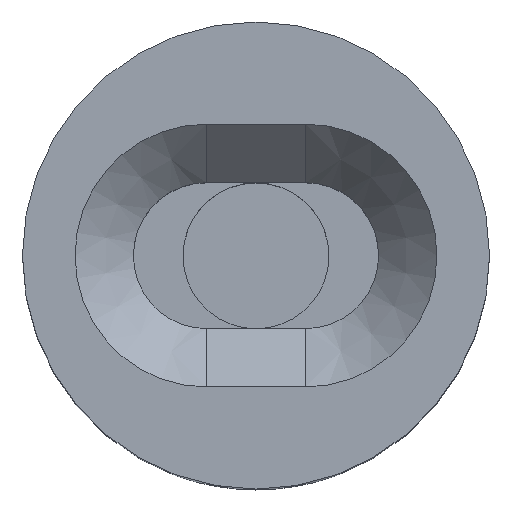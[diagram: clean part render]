
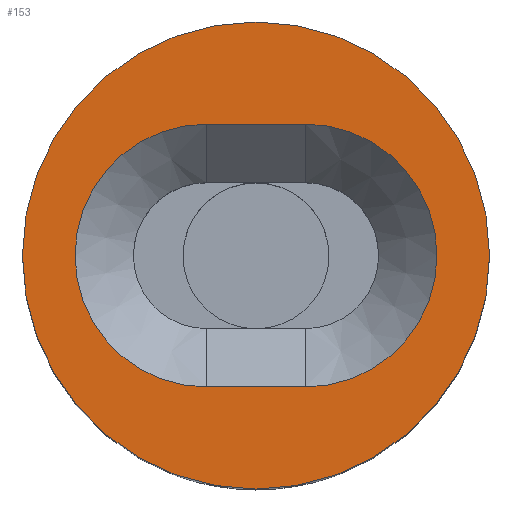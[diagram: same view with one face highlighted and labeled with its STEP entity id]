
A CAD part, top view. The second image highlights one B-rep face of the part: STEP entity #153.
In plain terms, the highlighted planar face has unit normal (0, 0, 1).
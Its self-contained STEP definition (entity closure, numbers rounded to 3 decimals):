
#61=CARTESIAN_POINT('',(20.0,0.0,0.0));
#62=VERTEX_POINT('',#61);
#63=CARTESIAN_POINT('',(0.0,0.0,0.0));
#64=DIRECTION('',(0.0,0.0,1.0));
#65=DIRECTION('',(1.0,0.0,0.0));
#66=AXIS2_PLACEMENT_3D('',#63,#64,#65);
#67=CIRCLE('',#66,20.0);
#68=EDGE_CURVE('',#62,#62,#67,.T.);
#109=CARTESIAN_POINT('',(0.0,0.0,0.0));
#110=DIRECTION('',(0.0,0.0,1.0));
#111=DIRECTION('',(1.0,0.0,0.0));
#112=AXIS2_PLACEMENT_3D('',#109,#110,#111);
#113=PLANE('',#112);
#114=ORIENTED_EDGE('',*,*,#68,.T.);
#115=EDGE_LOOP('',(#114));
#116=FACE_OUTER_BOUND('',#115,.T.);
#117=CARTESIAN_POINT('',(4.25,-11.25,0.0));
#118=VERTEX_POINT('',#117);
#119=CARTESIAN_POINT('',(-4.25,-11.25,0.0));
#120=VERTEX_POINT('',#119);
#121=CARTESIAN_POINT('',(0.0,-11.25,0.0));
#122=DIRECTION('',(-1.0,0.0,0.0));
#123=VECTOR('',#122,1.0);
#124=LINE('',#121,#123);
#125=EDGE_CURVE('',#118,#120,#124,.T.);
#126=ORIENTED_EDGE('',*,*,#125,.T.);
#127=CARTESIAN_POINT('',(-4.25,11.25,0.0));
#128=VERTEX_POINT('',#127);
#129=CARTESIAN_POINT('',(-4.25,0.0,0.0));
#130=DIRECTION('',(0.0,0.0,1.0));
#131=DIRECTION('',(1.0,0.0,0.0));
#132=AXIS2_PLACEMENT_3D('',#129,#130,#131);
#133=CIRCLE('',#132,11.25);
#134=EDGE_CURVE('',#120,#128,#133,.F.);
#135=ORIENTED_EDGE('',*,*,#134,.T.);
#136=CARTESIAN_POINT('',(4.25,11.25,0.0));
#137=VERTEX_POINT('',#136);
#138=CARTESIAN_POINT('',(0.0,11.25,0.0));
#139=DIRECTION('',(1.0,0.0,0.0));
#140=VECTOR('',#139,1.0);
#141=LINE('',#138,#140);
#142=EDGE_CURVE('',#128,#137,#141,.T.);
#143=ORIENTED_EDGE('',*,*,#142,.T.);
#144=CARTESIAN_POINT('',(4.25,0.0,0.0));
#145=DIRECTION('',(0.0,0.0,1.0));
#146=DIRECTION('',(1.0,0.0,0.0));
#147=AXIS2_PLACEMENT_3D('',#144,#145,#146);
#148=CIRCLE('',#147,11.25);
#149=EDGE_CURVE('',#137,#118,#148,.F.);
#150=ORIENTED_EDGE('',*,*,#149,.T.);
#151=EDGE_LOOP('',(#126,#135,#143,#150));
#152=FACE_BOUND('',#151,.T.);
#153=ADVANCED_FACE('',(#116,#152),#113,.T.);
